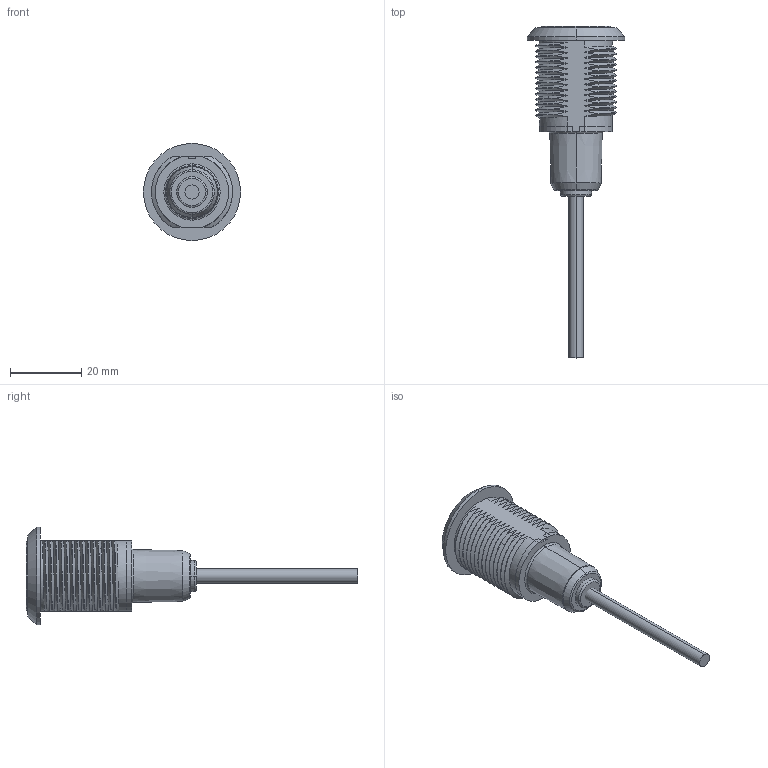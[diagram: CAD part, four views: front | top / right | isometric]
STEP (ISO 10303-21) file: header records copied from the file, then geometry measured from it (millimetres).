
FILE_DESCRIPTION((''),'2;1');
FILE_NAME('202739_ASM','2017-09-05T',('pdmadmin'),('BANNER ENGINEERING'),'CREO PARAMETRIC BY PTC INC, 2016260','CREO PARAMETRIC BY PTC INC, 2016260','');
FILE_SCHEMA(('CONFIG_CONTROL_DESIGN'));
Products named in the file (7): 200907; 200906; 200906_ASM; 200909; 202222; CABLE_157; 202739_ASM
Assembly tree (6 placements, depth 3):
  202739_ASM
    200906_ASM
      200907
      200906
    200909
    202222
    CABLE_157
Bounding box: 27.25 x 93.15 x 27.25 mm (x, y, z)
Volume: 6507.6 mm3; surface area: 9227.8 mm2
Topology: 5 solids, 5 shells, 227 faces, 585 edges, 378 vertices
Faces by surface type: bspline 90, cylinder 55, plane 32, cone 30, torus 18, sphere 2
Entity records: 32809 total; most frequent: CARTESIAN_POINT 27695, ORIENTED_EDGE 1170, DIRECTION 805, EDGE_CURVE 585, VERTEX_POINT 378, AXIS2_PLACEMENT_3D 300, EDGE_LOOP 243, B_SPLINE_CURVE_WITH_KNOTS 232
